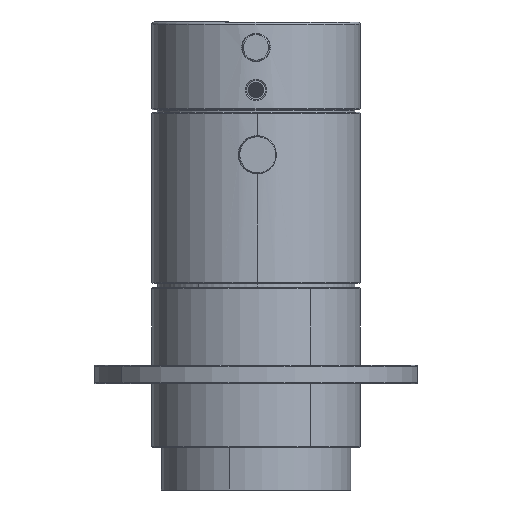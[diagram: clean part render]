
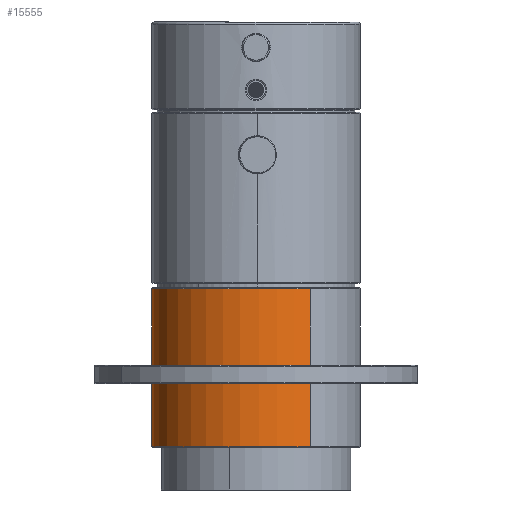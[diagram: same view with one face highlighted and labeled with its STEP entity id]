
A CAD part, front view. The second image highlights one B-rep face of the part: STEP entity #15555.
In plain terms, the highlighted cylindrical face has radius 22.5 mm (diameter 45 mm), a partial arc.
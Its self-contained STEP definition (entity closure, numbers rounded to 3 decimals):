
#383 = CARTESIAN_POINT ( 'NONE',  ( 0., 34.5, -22.5 ) ) ;
#1015 = DIRECTION ( 'NONE',  ( 0., -1., 0. ) ) ;
#1510 = AXIS2_PLACEMENT_3D ( 'NONE', #5097, #14196, #23304 ) ;
#3263 = FACE_OUTER_BOUND ( 'NONE', #20238, .T. ) ;
#3422 = CARTESIAN_POINT ( 'NONE',  ( 0., 34.3, -22.5 ) ) ;
#3676 = VERTEX_POINT ( 'NONE', #18850 ) ;
#3765 = DIRECTION ( 'NONE',  ( 0., -1., 0. ) ) ;
#3915 = CIRCLE ( 'NONE', #1510, 22.5 ) ;
#4063 = CARTESIAN_POINT ( 'NONE',  ( 0., 34.3, 22.5 ) ) ;
#5097 = CARTESIAN_POINT ( 'NONE',  ( 0., 0.2, 0. ) ) ;
#6885 = EDGE_CURVE ( 'NONE', #9929, #3676, #3915, .T. ) ;
#7763 = LINE ( 'NONE', #16900, #11457 ) ;
#8520 = ORIENTED_EDGE ( 'NONE', *, *, #6885, .T. ) ;
#9507 = DIRECTION ( 'NONE',  ( 0., -1., 0. ) ) ;
#9929 = VERTEX_POINT ( 'NONE', #19210 ) ;
#10144 = DIRECTION ( 'NONE',  ( 0., 0., -1. ) ) ;
#10489 = ORIENTED_EDGE ( 'NONE', *, *, #23155, .T. ) ;
#10924 = CIRCLE ( 'NONE', #27632, 22.5 ) ;
#11149 = AXIS2_PLACEMENT_3D ( 'NONE', #21499, #1015, #10144 ) ;
#11457 = VECTOR ( 'NONE', #25999, 1000. ) ;
#12099 = VECTOR ( 'NONE', #9507, 1000. ) ;
#12277 = VERTEX_POINT ( 'NONE', #3422 ) ;
#12373 = CYLINDRICAL_SURFACE ( 'NONE', #11149, 22.5 ) ;
#12873 = DIRECTION ( 'NONE',  ( 0., 0., 1. ) ) ;
#13990 = ORIENTED_EDGE ( 'NONE', *, *, #18827, .T. ) ;
#14196 = DIRECTION ( 'NONE',  ( 0., 1., 0. ) ) ;
#15555 = ADVANCED_FACE ( 'NONE', ( #3263 ), #12373, .T. ) ;
#16900 = CARTESIAN_POINT ( 'NONE',  ( 0., 34.5, 22.5 ) ) ;
#17422 = VERTEX_POINT ( 'NONE', #4063 ) ;
#18827 = EDGE_CURVE ( 'NONE', #17422, #9929, #7763, .T. ) ;
#18850 = CARTESIAN_POINT ( 'NONE',  ( 0., 0.2, -22.5 ) ) ;
#19210 = CARTESIAN_POINT ( 'NONE',  ( 0., 0.2, 22.5 ) ) ;
#20238 = EDGE_LOOP ( 'NONE', ( #10489, #13990, #8520, #25695 ) ) ;
#20677 = EDGE_CURVE ( 'NONE', #12277, #3676, #20880, .T. ) ;
#20880 = LINE ( 'NONE', #383, #12099 ) ;
#21499 = CARTESIAN_POINT ( 'NONE',  ( 0., 34.5, 0. ) ) ;
#23155 = EDGE_CURVE ( 'NONE', #12277, #17422, #10924, .T. ) ;
#23304 = DIRECTION ( 'NONE',  ( 0., 0., 1. ) ) ;
#24224 = CARTESIAN_POINT ( 'NONE',  ( 0., 34.3, 0. ) ) ;
#25695 = ORIENTED_EDGE ( 'NONE', *, *, #20677, .F. ) ;
#25999 = DIRECTION ( 'NONE',  ( 0., -1., 0. ) ) ;
#27632 = AXIS2_PLACEMENT_3D ( 'NONE', #24224, #3765, #12873 ) ;
